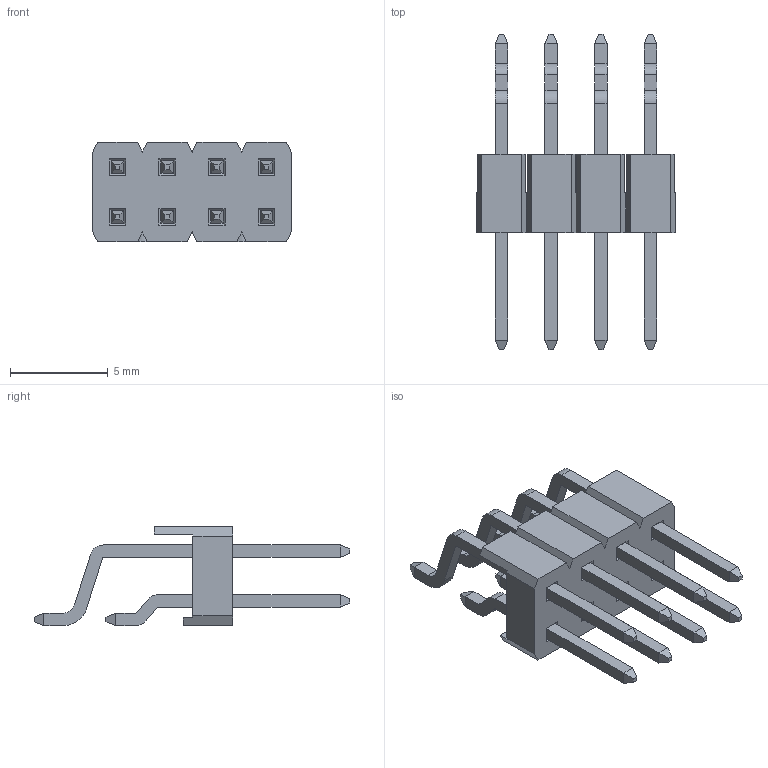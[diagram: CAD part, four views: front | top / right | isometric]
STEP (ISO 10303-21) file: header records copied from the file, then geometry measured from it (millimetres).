
FILE_DESCRIPTION (( 'STEP AP203' ), '1' );
FILE_NAME ('610108249121_Download_STP_610108249121_rev1Removed.STEP', '2022-02-09T19:58:57', ( '' ), ( '' ), 'SwSTEP 2.0', 'SolidWorks 2021', '' );
FILE_SCHEMA (( 'CONFIG_CONTROL_DESIGN' ));
Length unit declared in the file: millimetre
Products named in the file (5): 6100xx249121_PIN COURTE^610108249121_Download_STP_610108249121_rev1(2)_610108249121_Download_STP_610108249121_rev1; 6100xx249121_PIN LONGUE^610108249121_Download_STP_610108249121_rev1(2)_610108249121_Download_STP_610108249121_rev1; 610108249121_Download_STP_610108249121_rev1(2)^610108249121_Download_STP_610108249121_rev1; 610108249121_Download_STP_610108249121_rev1Removed; 610008249121^610108249121_Download_STP_610108249121_rev1(2)_610108249121_Download_STP_610108249121_rev1
Assembly tree (10 placements, depth 3):
  610108249121_Download_STP_610108249121_rev1Removed
    610108249121_Download_STP_610108249121_rev1(2)^610108249121_Download_STP_610108249121_rev1
      6100xx249121_PIN LONGUE^610108249121_Download_STP_610108249121_rev1(2)_610108249121_Download_STP_610108249121_rev1  x4
      6100xx249121_PIN COURTE^610108249121_Download_STP_610108249121_rev1(2)_610108249121_Download_STP_610108249121_rev1  x4
      610008249121^610108249121_Download_STP_610108249121_rev1(2)_610108249121_Download_STP_610108249121_rev1
Bounding box: 10.16 x 16.16 x 5.08 mm (x, y, z)
Volume: 155.3 mm3; surface area: 570.5 mm2
Topology: 9 solids, 9 shells, 352 faces, 846 edges, 512 vertices
Faces by surface type: plane 316, cylinder 36
Entity records: 6355 total; most frequent: CARTESIAN_POINT 1016, ORIENTED_EDGE 972, DIRECTION 924, EDGE_CURVE 486, LINE 452, VECTOR 452, VERTEX_POINT 296, AXIS2_PLACEMENT_3D 236
